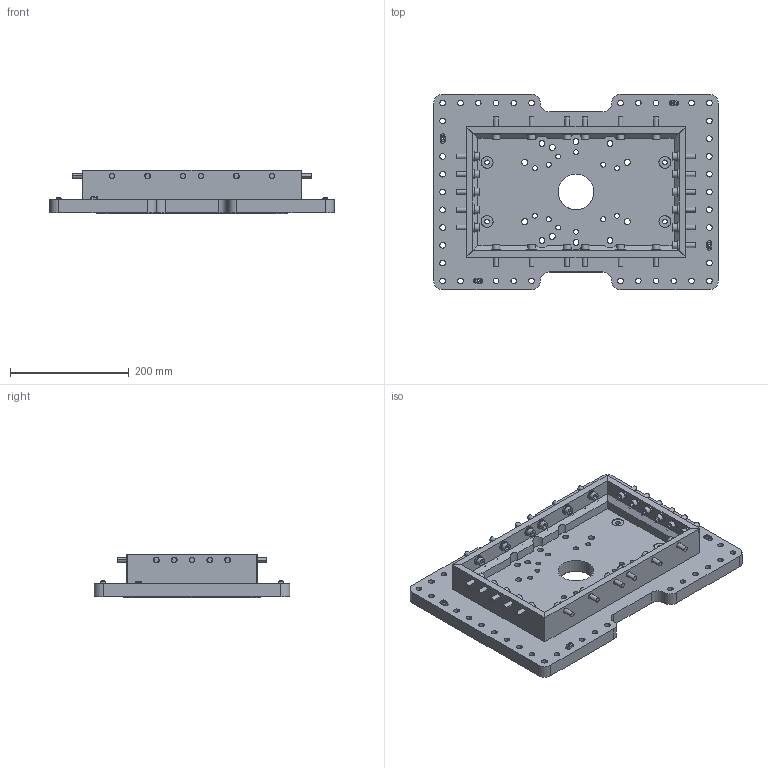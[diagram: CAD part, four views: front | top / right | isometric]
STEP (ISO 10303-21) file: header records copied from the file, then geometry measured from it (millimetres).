
FILE_DESCRIPTION(('CATIA V5 STEP Exchange'),'2;1');
FILE_NAME('AEGT016.1-SET.stp','2023-10-27T08:12:05+00:00',('none'),('none'),'CATIA Version 5-6 Release 2016','CATIA V5 STEP AP203','none');
FILE_SCHEMA(('CONFIG_CONTROL_DESIGN'));
Length unit declared in the file: millimetre
Products named in the file (1): AEGT016.1-SET
Bounding box: 480 x 330 x 74 mm (x, y, z)
Volume: 3952794.8 mm3; surface area: 615779 mm2
Topology: 28 solids, 28 shells, 1093 faces, 2621 edges, 1692 vertices
Faces by surface type: cylinder 606, plane 416, cone 64, torus 7
Entity records: 33971 total; most frequent: CARTESIAN_POINT 9108, ORIENTED_EDGE 5130, DIRECTION 4359, EDGE_CURVE 2565, AXIS2_PLACEMENT_3D 2034, VERTEX_POINT 1692, EDGE_LOOP 1499, VECTOR 1314
